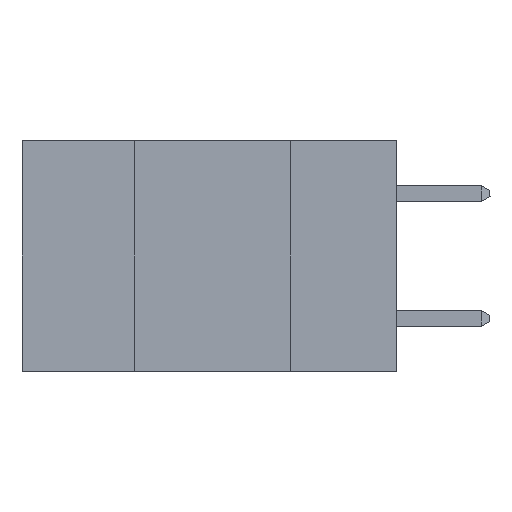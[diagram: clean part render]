
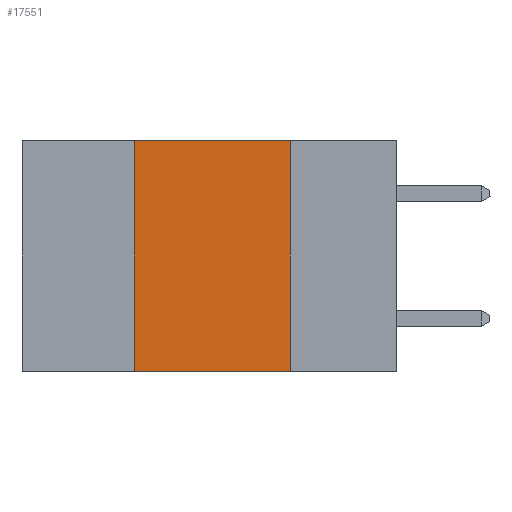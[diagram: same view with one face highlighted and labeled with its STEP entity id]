
A CAD part, left-side view. The second image highlights one B-rep face of the part: STEP entity #17551.
In plain terms, the highlighted planar face has unit normal (-1, 0, 0).
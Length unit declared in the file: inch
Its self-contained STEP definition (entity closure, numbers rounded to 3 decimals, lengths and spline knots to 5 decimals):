
#82 = VECTOR ( 'NONE', #15189, 39.37008 ) ;
#589 = ORIENTED_EDGE ( 'NONE', *, *, #8324, .F. ) ;
#1624 = VERTEX_POINT ( 'NONE', #11619 ) ;
#2144 = DIRECTION ( 'NONE',  ( 0., 0., 1. ) ) ;
#2193 = VERTEX_POINT ( 'NONE', #7141 ) ;
#2312 = ORIENTED_EDGE ( 'NONE', *, *, #4516, .T. ) ;
#3409 = AXIS2_PLACEMENT_3D ( 'NONE', #5686, #7451, #19422 ) ;
#3860 = LINE ( 'NONE', #14582, #13109 ) ;
#3937 = PLANE ( 'NONE',  #3409 ) ;
#4516 = EDGE_CURVE ( 'NONE', #1624, #17059, #4754, .T. ) ;
#4754 = LINE ( 'NONE', #18801, #9380 ) ;
#4853 = CARTESIAN_POINT ( 'NONE',  ( 0., 0.17, 0. ) ) ;
#5655 = EDGE_CURVE ( 'NONE', #1624, #2193, #3860, .T. ) ;
#5686 = CARTESIAN_POINT ( 'NONE',  ( 0., 0.6, 0. ) ) ;
#7141 = CARTESIAN_POINT ( 'NONE',  ( 0., 0.42, 0. ) ) ;
#7451 = DIRECTION ( 'NONE',  ( 1., 0., 0. ) ) ;
#8015 = EDGE_CURVE ( 'NONE', #20543, #17059, #18590, .T. ) ;
#8324 = EDGE_CURVE ( 'NONE', #2193, #20543, #12228, .T. ) ;
#9011 = CARTESIAN_POINT ( 'NONE',  ( 0., 0.6, 0. ) ) ;
#9380 = VECTOR ( 'NONE', #17028, 39.37008 ) ;
#11619 = CARTESIAN_POINT ( 'NONE',  ( 0., 0.42, -0.37 ) ) ;
#12228 = LINE ( 'NONE', #9011, #21723 ) ;
#12451 = FACE_OUTER_BOUND ( 'NONE', #19073, .T. ) ;
#13109 = VECTOR ( 'NONE', #2144, 39.37008 ) ;
#14582 = CARTESIAN_POINT ( 'NONE',  ( 0., 0.42, 0. ) ) ;
#14588 = ORIENTED_EDGE ( 'NONE', *, *, #8015, .F. ) ;
#14809 = CARTESIAN_POINT ( 'NONE',  ( 0., 0.17, -0.37 ) ) ;
#15092 = CARTESIAN_POINT ( 'NONE',  ( 0., 0.17, 0. ) ) ;
#15189 = DIRECTION ( 'NONE',  ( 0., 0., -1. ) ) ;
#17028 = DIRECTION ( 'NONE',  ( 0., -1., 0. ) ) ;
#17059 = VERTEX_POINT ( 'NONE', #14809 ) ;
#17551 = ADVANCED_FACE ( 'NONE', ( #12451 ), #3937, .F. ) ;
#18590 = LINE ( 'NONE', #4853, #82 ) ;
#18801 = CARTESIAN_POINT ( 'NONE',  ( 0., 0.6, -0.37 ) ) ;
#19073 = EDGE_LOOP ( 'NONE', ( #14588, #589, #21748, #2312 ) ) ;
#19422 = DIRECTION ( 'NONE',  ( 0., 0., -1. ) ) ;
#20543 = VERTEX_POINT ( 'NONE', #15092 ) ;
#20951 = DIRECTION ( 'NONE',  ( 0., -1., 0. ) ) ;
#21723 = VECTOR ( 'NONE', #20951, 39.37008 ) ;
#21748 = ORIENTED_EDGE ( 'NONE', *, *, #5655, .F. ) ;
